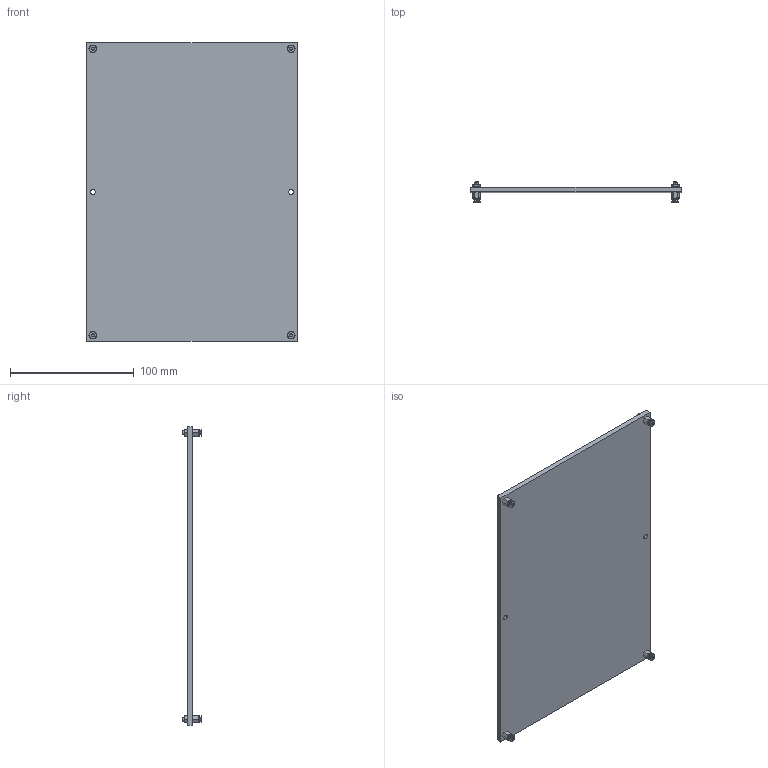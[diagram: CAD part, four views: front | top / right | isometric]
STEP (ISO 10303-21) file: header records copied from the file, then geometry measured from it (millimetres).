
FILE_DESCRIPTION (( 'STEP AP214' ), '1' );
FILE_NAME ('INGUN_104734.STEP', '2022-03-29T07:02:58', ( '' ), ( '' ), 'SwSTEP 2.0', 'SolidWorks 2018', '' );
FILE_SCHEMA (( 'AUTOMOTIVE_DESIGN' ));
Length unit declared in the file: millimetre
Products named in the file (6): INGUN_104734; 15148~0; DIN934~n_M03,0; DIN7991~n_M03,0x016 VA; 104735~0_S; SKB-II~-s-k-i-i_M3,0x05 St
Assembly tree (17 placements, depth 2):
  INGUN_104734
    104735~0_S
    SKB-II~-s-k-i-i_M3,0x05 St  x4
    15148~0  x4
    DIN7991~n_M03,0x016 VA  x4
    DIN934~n_M03,0  x4
Bounding box: 170 x 16 x 241 mm (x, y, z)
Volume: 164620.3 mm3; surface area: 87667.6 mm2
Topology: 17 solids, 17 shells, 660 faces, 1816 edges, 1200 vertices
Faces by surface type: cylinder 292, plane 248, cone 120
Entity records: 8072 total; most frequent: CARTESIAN_POINT 1533, DIRECTION 1358, ORIENTED_EDGE 1304, EDGE_CURVE 652, AXIS2_PLACEMENT_3D 497, VERTEX_POINT 432, LINE 364, VECTOR 364
